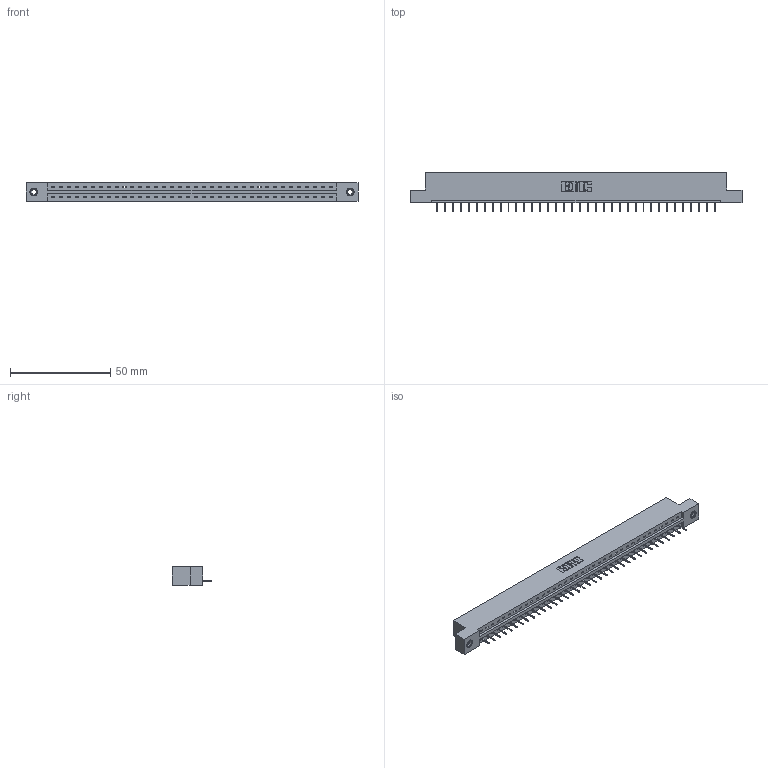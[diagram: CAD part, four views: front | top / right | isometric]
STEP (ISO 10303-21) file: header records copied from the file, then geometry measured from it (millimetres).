
FILE_DESCRIPTION (( 'STEP AP203' ), '1' );
FILE_NAME ('337-036-524-108.STEP', '2019-10-01T14:03:55', ( '' ), ( '' ), 'SwSTEP 2.0', 'SolidWorks 2016', '' );
FILE_SCHEMA (( 'CONFIG_CONTROL_DESIGN' ));
Length unit declared in the file: inch
Products named in the file (4): 337-036-524-108; 345-250-001_345-250-003-102; 345-292-001_345-293-124; 337 Part_Flush Mounting Lugs - 0.156 Dia-TI
Assembly tree (39 placements, depth 2):
  337-036-524-108
    337 Part_Flush Mounting Lugs - 0.156 Dia-TI
    345-292-001_345-293-124  x36
    345-250-001_345-250-003-102  x2
Bounding box: 165.66 x 19.69 x 9.4 mm (x, y, z)
Volume: 16993.6 mm3; surface area: 17056.7 mm2
Topology: 39 solids, 39 shells, 2550 faces, 7359 edges, 4754 vertices
Faces by surface type: plane 1974, cylinder 560, cone 12, torus 4
Entity records: 28796 total; most frequent: CARTESIAN_POINT 4993, ORIENTED_EDGE 4958, DIRECTION 4249, EDGE_CURVE 2479, VECTOR 2335, LINE 2335, VERTEX_POINT 1644, AXIS2_PLACEMENT_3D 957
